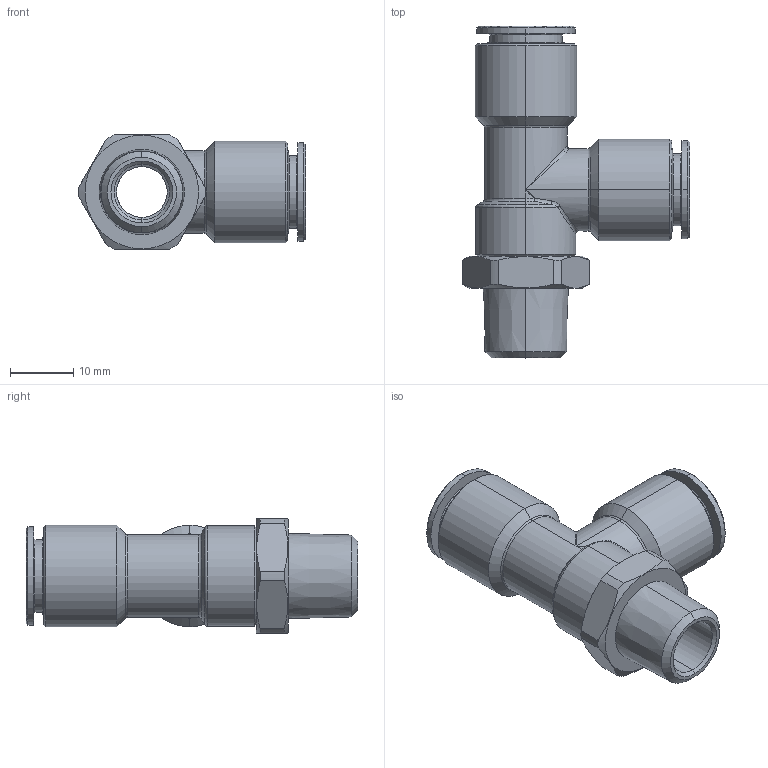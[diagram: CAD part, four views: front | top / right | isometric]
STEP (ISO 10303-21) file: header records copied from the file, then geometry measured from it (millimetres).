
FILE_DESCRIPTION (( 'STEP AP203' ), '1' );
FILE_NAME ('A0130052.STEP', '2009-11-27T13:16:35', ( 'Gabriele' ), ( 'C.Matic srl' ), 'SwSTEP 2.0', 'SolidWorks 2009', '' );
FILE_SCHEMA (( 'CONFIG_CONTROL_DESIGN' ));
Length unit declared in the file: millimetre
Products named in the file (1): A0130052
Bounding box: 35.8 x 52.3 x 18 mm (x, y, z)
Volume: 7440.9 mm3; surface area: 6235.5 mm2
Topology: 1 solids, 1 shells, 123 faces, 280 edges, 160 vertices
Faces by surface type: cone 45, cylinder 38, plane 18, torus 10, bspline 8, sphere 4
Entity records: 4392 total; most frequent: CARTESIAN_POINT 1571, DIRECTION 618, ORIENTED_EDGE 552, EDGE_CURVE 276, AXIS2_PLACEMENT_3D 263, VERTEX_POINT 160, CIRCLE 147, EDGE_LOOP 132
